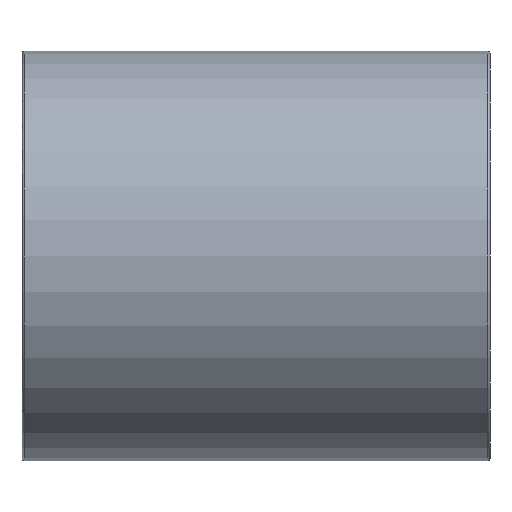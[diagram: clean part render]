
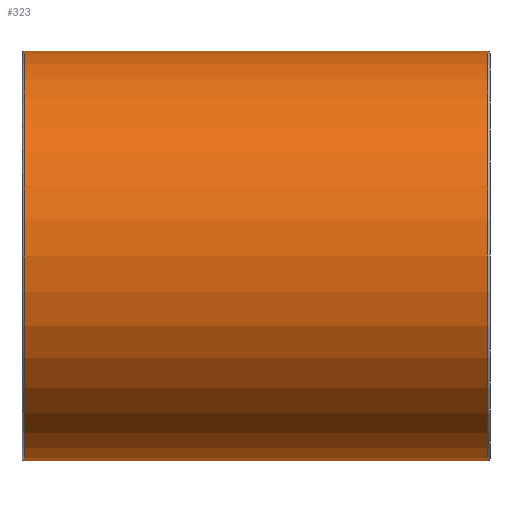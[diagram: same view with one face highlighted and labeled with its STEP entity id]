
A CAD part, front view. The second image highlights one B-rep face of the part: STEP entity #323.
In plain terms, the highlighted cylindrical face has radius 17.5 mm (diameter 35 mm), a partial arc.
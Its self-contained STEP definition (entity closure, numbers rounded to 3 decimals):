
#21 = AXIS2_PLACEMENT_3D ( 'NONE', #96, #94, #93 ) ;
#28 = EDGE_CURVE ( 'NONE', #158, #61, #233, .T. ) ;
#61 = VERTEX_POINT ( 'NONE', #119 ) ;
#64 = DIRECTION ( 'NONE',  ( -1., 0., 0. ) ) ;
#76 = CARTESIAN_POINT ( 'NONE',  ( -68.332, 0., -17.5 ) ) ;
#91 = DIRECTION ( 'NONE',  ( -1., 0., 0. ) ) ;
#92 = CARTESIAN_POINT ( 'NONE',  ( -68.332, 0., 17.5 ) ) ;
#93 = DIRECTION ( 'NONE',  ( 0., 0., 1. ) ) ;
#94 = DIRECTION ( 'NONE',  ( -1., 0., 0. ) ) ;
#96 = CARTESIAN_POINT ( 'NONE',  ( 19.8, 0., 0. ) ) ;
#104 = DIRECTION ( 'NONE',  ( 0., 0., -1. ) ) ;
#105 = DIRECTION ( 'NONE',  ( 1., 0., 0. ) ) ;
#108 = CARTESIAN_POINT ( 'NONE',  ( -19.8, 0., 0. ) ) ;
#109 = VERTEX_POINT ( 'NONE', #175 ) ;
#119 = CARTESIAN_POINT ( 'NONE',  ( -19.8, 0., -17.5 ) ) ;
#128 = VERTEX_POINT ( 'NONE', #177 ) ;
#144 = CARTESIAN_POINT ( 'NONE',  ( -68.332, 0., 0. ) ) ;
#146 = DIRECTION ( 'NONE',  ( -1., 0., 0. ) ) ;
#151 = DIRECTION ( 'NONE',  ( 0., 0., 1. ) ) ;
#158 = VERTEX_POINT ( 'NONE', #171 ) ;
#171 = CARTESIAN_POINT ( 'NONE',  ( 19.8, 0., -17.5 ) ) ;
#175 = CARTESIAN_POINT ( 'NONE',  ( 19.8, 0., 17.5 ) ) ;
#177 = CARTESIAN_POINT ( 'NONE',  ( -19.8, 0., 17.5 ) ) ;
#196 = VECTOR ( 'NONE', #91, 1000. ) ;
#197 = ORIENTED_EDGE ( 'NONE', *, *, #28, .F. ) ;
#199 = CIRCLE ( 'NONE', #342, 17.5 ) ;
#209 = ORIENTED_EDGE ( 'NONE', *, *, #338, .T. ) ;
#220 = CYLINDRICAL_SURFACE ( 'NONE', #333, 17.5 ) ;
#231 = ORIENTED_EDGE ( 'NONE', *, *, #348, .T. ) ;
#233 = LINE ( 'NONE', #76, #247 ) ;
#243 = FACE_OUTER_BOUND ( 'NONE', #270, .T. ) ;
#247 = VECTOR ( 'NONE', #64, 1000. ) ;
#248 = ORIENTED_EDGE ( 'NONE', *, *, #347, .T. ) ;
#263 = LINE ( 'NONE', #92, #196 ) ;
#270 = EDGE_LOOP ( 'NONE', ( #197, #248, #231, #209 ) ) ;
#280 = CIRCLE ( 'NONE', #21, 17.5 ) ;
#323 = ADVANCED_FACE ( 'NONE', ( #243 ), #220, .T. ) ;
#333 = AXIS2_PLACEMENT_3D ( 'NONE', #144, #146, #151 ) ;
#338 = EDGE_CURVE ( 'NONE', #128, #61, #199, .T. ) ;
#342 = AXIS2_PLACEMENT_3D ( 'NONE', #108, #105, #104 ) ;
#347 = EDGE_CURVE ( 'NONE', #158, #109, #280, .T. ) ;
#348 = EDGE_CURVE ( 'NONE', #109, #128, #263, .T. ) ;
